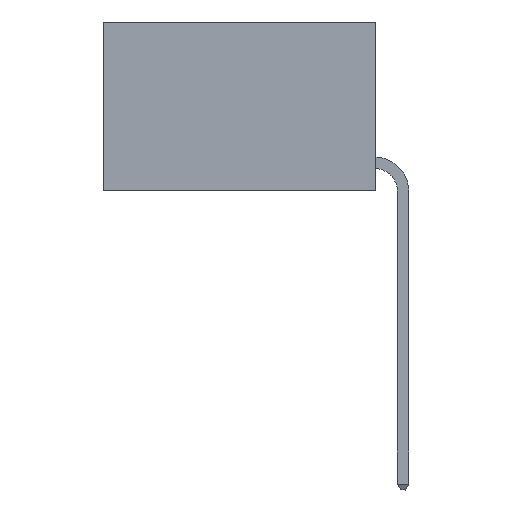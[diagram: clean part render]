
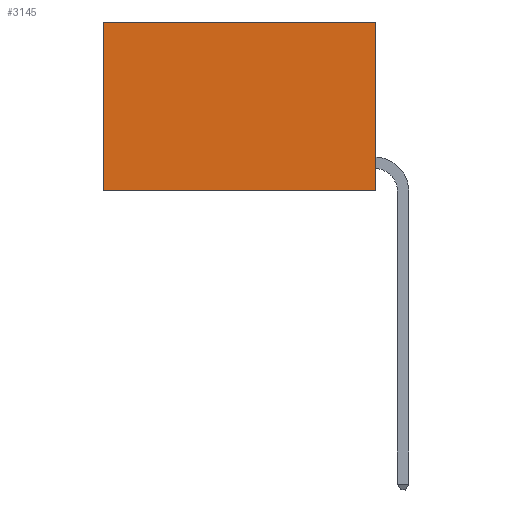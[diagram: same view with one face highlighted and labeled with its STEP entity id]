
A CAD part, left-side view. The second image highlights one B-rep face of the part: STEP entity #3145.
In plain terms, the highlighted planar face has unit normal (-1, 0, 0).
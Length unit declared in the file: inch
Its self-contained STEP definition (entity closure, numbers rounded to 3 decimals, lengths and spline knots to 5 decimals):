
#111 = FACE_OUTER_BOUND ( 'NONE', #6932, .T. ) ;
#360 = ORIENTED_EDGE ( 'NONE', *, *, #5427, .F. ) ;
#769 = ORIENTED_EDGE ( 'NONE', *, *, #8522, .T. ) ;
#1229 = PLANE ( 'NONE',  #8459 ) ;
#1358 = CARTESIAN_POINT ( 'NONE',  ( 0.2625, 0., 0. ) ) ;
#1650 = CARTESIAN_POINT ( 'NONE',  ( 0.2625, 0., -0.37 ) ) ;
#2261 = VECTOR ( 'NONE', #6094, 39.37008 ) ;
#2501 = CARTESIAN_POINT ( 'NONE',  ( 0.2625, 0., 0. ) ) ;
#3145 = ADVANCED_FACE ( 'NONE', ( #111 ), #1229, .F. ) ;
#3924 = EDGE_CURVE ( 'NONE', #6040, #9427, #4571, .T. ) ;
#4141 = CARTESIAN_POINT ( 'NONE',  ( 0.2625, 0., -0.37 ) ) ;
#4462 = CARTESIAN_POINT ( 'NONE',  ( 0.2625, 0.6, 0. ) ) ;
#4571 = LINE ( 'NONE', #1650, #10641 ) ;
#5092 = LINE ( 'NONE', #13342, #2261 ) ;
#5427 = EDGE_CURVE ( 'NONE', #11333, #6040, #5092, .T. ) ;
#5765 = VERTEX_POINT ( 'NONE', #4462 ) ;
#5905 = EDGE_CURVE ( 'NONE', #11333, #5765, #15363, .T. ) ;
#6040 = VERTEX_POINT ( 'NONE', #4141 ) ;
#6094 = DIRECTION ( 'NONE',  ( 0., 0., -1. ) ) ;
#6795 = ORIENTED_EDGE ( 'NONE', *, *, #5905, .T. ) ;
#6932 = EDGE_LOOP ( 'NONE', ( #769, #13232, #360, #6795 ) ) ;
#7350 = DIRECTION ( 'NONE',  ( 0., 0., -1. ) ) ;
#8459 = AXIS2_PLACEMENT_3D ( 'NONE', #2501, #14532, #7350 ) ;
#8522 = EDGE_CURVE ( 'NONE', #5765, #9427, #13627, .T. ) ;
#9084 = CARTESIAN_POINT ( 'NONE',  ( 0.2625, 0.6, -0.37 ) ) ;
#9127 = CARTESIAN_POINT ( 'NONE',  ( 0.2625, 0., 0. ) ) ;
#9427 = VERTEX_POINT ( 'NONE', #9084 ) ;
#9689 = VECTOR ( 'NONE', #9842, 39.37008 ) ;
#9842 = DIRECTION ( 'NONE',  ( 0., 1., 0. ) ) ;
#10070 = VECTOR ( 'NONE', #14481, 39.37008 ) ;
#10134 = DIRECTION ( 'NONE',  ( 0., 1., 0. ) ) ;
#10641 = VECTOR ( 'NONE', #10134, 39.37008 ) ;
#11333 = VERTEX_POINT ( 'NONE', #9127 ) ;
#13232 = ORIENTED_EDGE ( 'NONE', *, *, #3924, .F. ) ;
#13310 = CARTESIAN_POINT ( 'NONE',  ( 0.2625, 0.6, 0. ) ) ;
#13342 = CARTESIAN_POINT ( 'NONE',  ( 0.2625, 0., 0. ) ) ;
#13627 = LINE ( 'NONE', #13310, #10070 ) ;
#14481 = DIRECTION ( 'NONE',  ( 0., 0., -1. ) ) ;
#14532 = DIRECTION ( 'NONE',  ( 1., 0., 0. ) ) ;
#15363 = LINE ( 'NONE', #1358, #9689 ) ;
